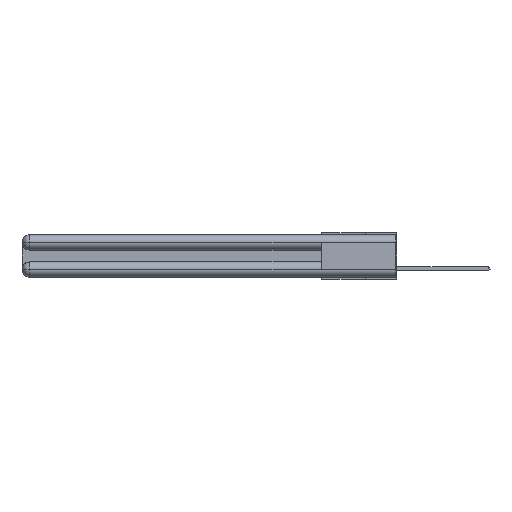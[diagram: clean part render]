
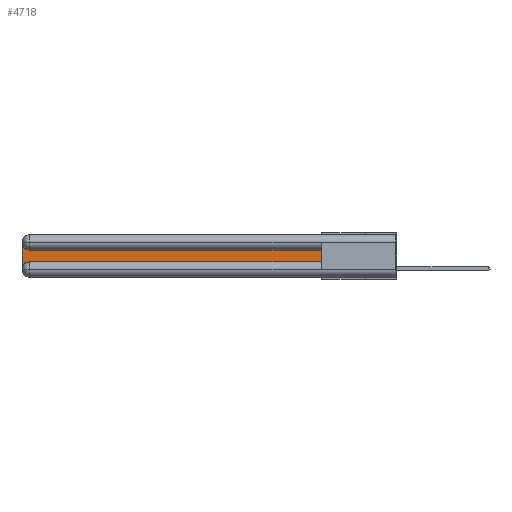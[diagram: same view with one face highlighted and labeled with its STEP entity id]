
A CAD part, left-side view. The second image highlights one B-rep face of the part: STEP entity #4718.
In plain terms, the highlighted planar face has unit normal (-1, 0, 0).
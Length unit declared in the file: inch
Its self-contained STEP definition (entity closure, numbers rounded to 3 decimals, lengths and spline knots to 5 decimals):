
#61 = VERTEX_POINT ( 'NONE', #23557 ) ;
#119 = DIRECTION ( 'NONE',  ( 1., 0., 0. ) ) ;
#1016 = VERTEX_POINT ( 'NONE', #13874 ) ;
#1745 = CARTESIAN_POINT ( 'NONE',  ( 0.075, 2.94, -0.1225 ) ) ;
#2095 = VERTEX_POINT ( 'NONE', #3179 ) ;
#2194 = CARTESIAN_POINT ( 'NONE',  ( 0.075, 0.6, -0.2175 ) ) ;
#3009 = ORIENTED_EDGE ( 'NONE', *, *, #10027, .T. ) ;
#3053 = VECTOR ( 'NONE', #18721, 39.37008 ) ;
#3136 = EDGE_CURVE ( 'NONE', #7996, #12511, #21312, .T. ) ;
#3179 = CARTESIAN_POINT ( 'NONE',  ( 0.075, 0.6, -0.2175 ) ) ;
#4718 = ADVANCED_FACE ( 'NONE', ( #24368 ), #8362, .F. ) ;
#4760 = CARTESIAN_POINT ( 'NONE',  ( 0.075, 3., -0.2175 ) ) ;
#7940 = EDGE_CURVE ( 'NONE', #12511, #2095, #15225, .T. ) ;
#7996 = VERTEX_POINT ( 'NONE', #28178 ) ;
#8362 = PLANE ( 'NONE',  #14838 ) ;
#8646 = VECTOR ( 'NONE', #15504, 39.37008 ) ;
#9472 = EDGE_LOOP ( 'NONE', ( #21472, #20753, #3009, #25428, #11747, #21575 ) ) ;
#10027 = EDGE_CURVE ( 'NONE', #61, #7996, #27797, .T. ) ;
#10135 = CARTESIAN_POINT ( 'NONE',  ( 0.075, 0.6, -0.2175 ) ) ;
#10518 = DIRECTION ( 'NONE',  ( 0., -1., 0. ) ) ;
#11244 = CARTESIAN_POINT ( 'NONE',  ( 0.075, 2.94, -0.2175 ) ) ;
#11747 = ORIENTED_EDGE ( 'NONE', *, *, #7940, .T. ) ;
#12045 = DIRECTION ( 'NONE',  ( 0., 0., -1. ) ) ;
#12511 = VERTEX_POINT ( 'NONE', #11244 ) ;
#13120 = AXIS2_PLACEMENT_3D ( 'NONE', #27252, #119, #25100 ) ;
#13874 = CARTESIAN_POINT ( 'NONE',  ( 0.075, 0.6, -0.1225 ) ) ;
#14838 = AXIS2_PLACEMENT_3D ( 'NONE', #22102, #17307, #17898 ) ;
#15225 = LINE ( 'NONE', #10135, #26836 ) ;
#15504 = DIRECTION ( 'NONE',  ( 0., 0., 1. ) ) ;
#15576 = VERTEX_POINT ( 'NONE', #1745 ) ;
#17260 = EDGE_CURVE ( 'NONE', #1016, #15576, #23811, .T. ) ;
#17307 = DIRECTION ( 'NONE',  ( 1., 0., 0. ) ) ;
#17898 = DIRECTION ( 'NONE',  ( 0., 0., -1. ) ) ;
#18324 = DIRECTION ( 'NONE',  ( 0., 1., 0. ) ) ;
#18721 = DIRECTION ( 'NONE',  ( 0., 0., -1. ) ) ;
#20681 = LINE ( 'NONE', #2194, #8646 ) ;
#20753 = ORIENTED_EDGE ( 'NONE', *, *, #26036, .T. ) ;
#21312 = CIRCLE ( 'NONE', #13120, 0.06 ) ;
#21472 = ORIENTED_EDGE ( 'NONE', *, *, #17260, .T. ) ;
#21575 = ORIENTED_EDGE ( 'NONE', *, *, #26677, .T. ) ;
#22102 = CARTESIAN_POINT ( 'NONE',  ( 0.075, 3., -0.1225 ) ) ;
#23557 = CARTESIAN_POINT ( 'NONE',  ( 0.075, 3., -0.0625 ) ) ;
#23811 = LINE ( 'NONE', #27348, #23852 ) ;
#23852 = VECTOR ( 'NONE', #18324, 39.37008 ) ;
#24235 = CIRCLE ( 'NONE', #27255, 0.06 ) ;
#24368 = FACE_OUTER_BOUND ( 'NONE', #9472, .T. ) ;
#25100 = DIRECTION ( 'NONE',  ( 0., 0., -1. ) ) ;
#25428 = ORIENTED_EDGE ( 'NONE', *, *, #3136, .T. ) ;
#25536 = CARTESIAN_POINT ( 'NONE',  ( 0.075, 2.94, -0.0625 ) ) ;
#25625 = DIRECTION ( 'NONE',  ( 1., 0., 0. ) ) ;
#26036 = EDGE_CURVE ( 'NONE', #15576, #61, #24235, .T. ) ;
#26677 = EDGE_CURVE ( 'NONE', #2095, #1016, #20681, .T. ) ;
#26836 = VECTOR ( 'NONE', #10518, 39.37008 ) ;
#27252 = CARTESIAN_POINT ( 'NONE',  ( 0.075, 2.94, -0.2775 ) ) ;
#27255 = AXIS2_PLACEMENT_3D ( 'NONE', #25536, #25625, #12045 ) ;
#27348 = CARTESIAN_POINT ( 'NONE',  ( 0.075, 0.6, -0.1225 ) ) ;
#27797 = LINE ( 'NONE', #4760, #3053 ) ;
#28178 = CARTESIAN_POINT ( 'NONE',  ( 0.075, 3., -0.2775 ) ) ;
